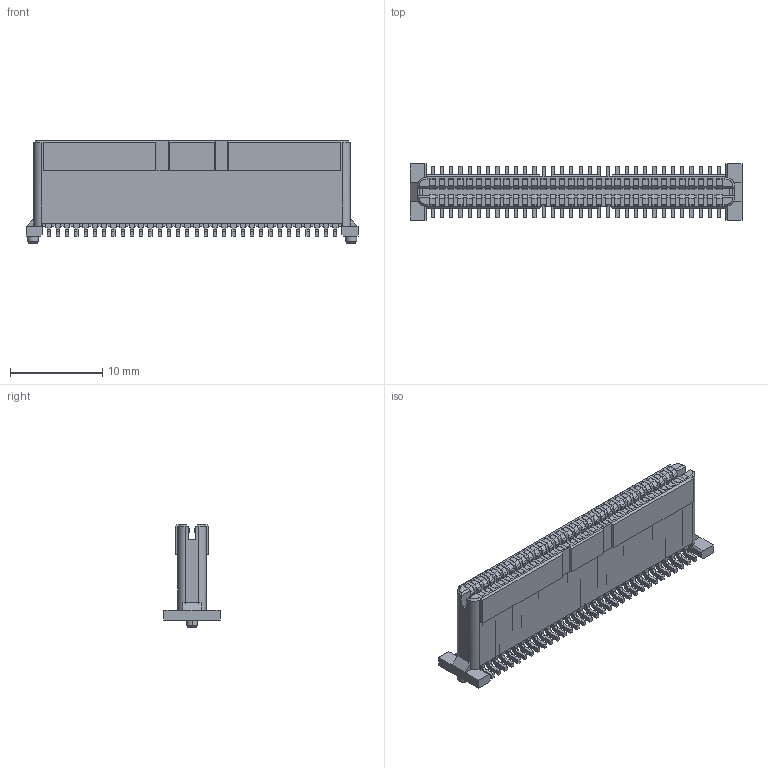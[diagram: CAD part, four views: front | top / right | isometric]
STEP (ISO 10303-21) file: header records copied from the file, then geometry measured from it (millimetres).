
FILE_DESCRIPTION((''),'2;1');
FILE_NAME('MOLEX_71439-3164.stp','2009-01-22T16:14:32',(''),(''),'Mechanical Desktop 2006','Mechanical Desktop 2006',', , ');
FILE_SCHEMA(('AUTOMOTIVE_DESIGN { 1 2 10303 214 0 1 1 1 }'));
Length unit declared in the file: millimetre
Products named in the file (1): Product
Bounding box: 35.9 x 6.1 x 11.1 mm (x, y, z)
Volume: 709.7 mm3; surface area: 3089.1 mm2
Topology: 1 solids, 1 shells, 2036 faces, 6320 edges, 4032 vertices
Faces by surface type: plane 1694, cylinder 328, cone 14
Entity records: 69337 total; most frequent: ORIENTED_EDGE 12640, CARTESIAN_POINT 12409, DIRECTION 11066, EDGE_CURVE 6320, VECTOR 5640, LINE 5640, VERTEX_POINT 4032, AXIS2_PLACEMENT_3D 2713
